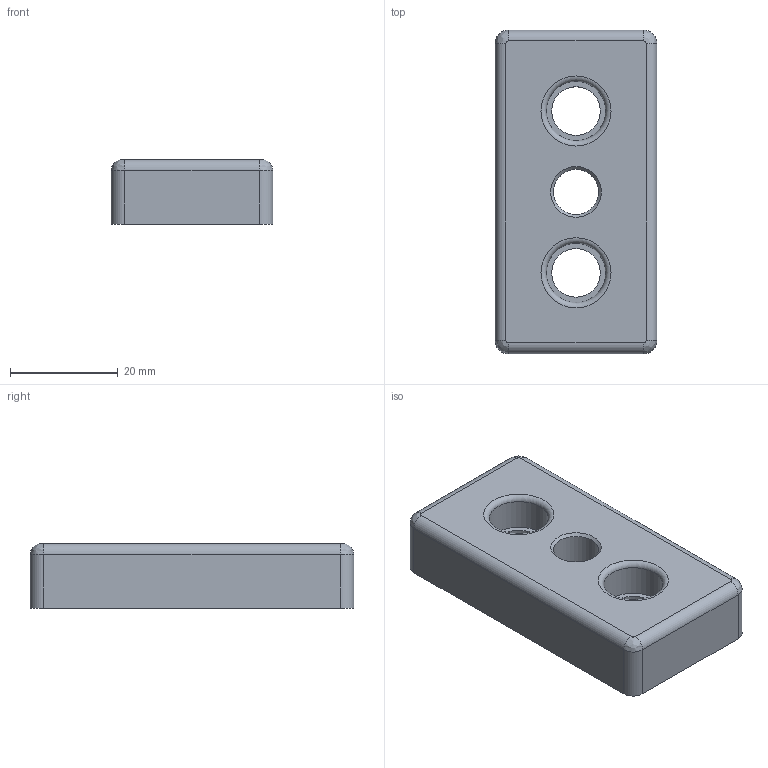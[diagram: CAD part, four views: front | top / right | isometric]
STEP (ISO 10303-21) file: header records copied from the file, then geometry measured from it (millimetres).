
FILE_DESCRIPTION(/* description */ (''),/* implementation_level */ '2;1');
FILE_NAME(/* name */ '523060.10.stp',/* time_stamp */ '2021-10-28T07:55:19+02:00',/* author */ ('Špaček'),/* organization */ ('Alutec K&K'),/* preprocessor_version */ 'ST-DEVELOPER v18.1',/* originating_system */ 'Autodesk Inventor 2021',/* authorisation */ '');
FILE_SCHEMA (('AUTOMOTIVE_DESIGN { 1 0 10303 214 3 1 1 }'));
Length unit declared in the file: millimetre
Products named in the file (1): 523060.10
Bounding box: 30 x 60 x 12 mm (x, y, z)
Volume: 15658.6 mm3; surface area: 8333.1 mm2
Topology: 1 solids, 1 shells, 196 faces, 462 edges, 276 vertices
Faces by surface type: cylinder 93, plane 44, bspline 36, torus 14, sphere 8, cone 1
Full cylindrical faces by diameter (mm): 8.4 x1, 9 x2, 11 x2
Entity records: 7852 total; most frequent: CARTESIAN_POINT 3141, DIRECTION 980, ORIENTED_EDGE 920, EDGE_CURVE 460, AXIS2_PLACEMENT_3D 395, VERTEX_POINT 276, CIRCLE 230, EDGE_LOOP 212
